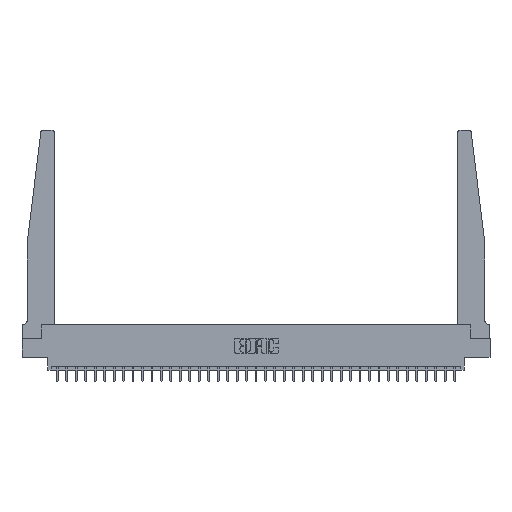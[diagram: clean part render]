
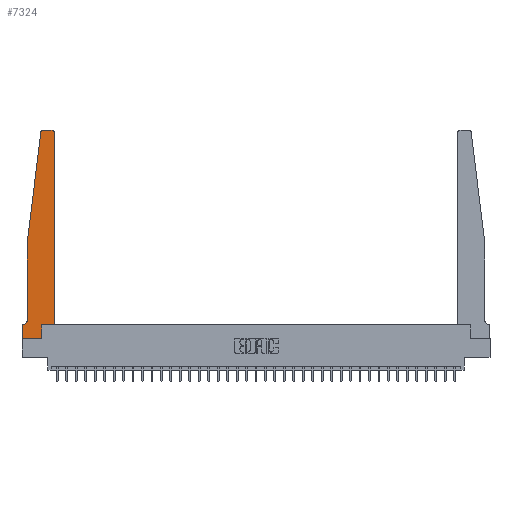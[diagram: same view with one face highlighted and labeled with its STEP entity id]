
A CAD part, top view. The second image highlights one B-rep face of the part: STEP entity #7324.
In plain terms, the highlighted planar face has unit normal (0, 0, 1).
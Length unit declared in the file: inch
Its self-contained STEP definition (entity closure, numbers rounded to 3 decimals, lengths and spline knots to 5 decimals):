
#80 = CARTESIAN_POINT ( 'NONE',  ( 0.425, 0.18, 0.37 ) ) ;
#154 = DIRECTION ( 'NONE',  ( 1., 0., 0. ) ) ;
#642 = EDGE_CURVE ( 'NONE', #19342, #29004, #15885, .T. ) ;
#1601 = CARTESIAN_POINT ( 'NONE',  ( 0.425, 2.72, 0.37 ) ) ;
#1671 = VERTEX_POINT ( 'NONE', #12151 ) ;
#1695 = ORIENTED_EDGE ( 'NONE', *, *, #9444, .T. ) ;
#2074 = LINE ( 'NONE', #15576, #16489 ) ;
#2136 = VECTOR ( 'NONE', #10435, 39.37008 ) ;
#2289 = ORIENTED_EDGE ( 'NONE', *, *, #25775, .T. ) ;
#2348 = ORIENTED_EDGE ( 'NONE', *, *, #32448, .T. ) ;
#2456 = CARTESIAN_POINT ( 'NONE',  ( 0.065, 0.1875, 0.37 ) ) ;
#2860 = DIRECTION ( 'NONE',  ( 0., 1., 0. ) ) ;
#2907 = AXIS2_PLACEMENT_3D ( 'NONE', #8812, #26581, #11406 ) ;
#3398 = EDGE_CURVE ( 'NONE', #12564, #29277, #28373, .T. ) ;
#3738 = ORIENTED_EDGE ( 'NONE', *, *, #21149, .T. ) ;
#3816 = EDGE_LOOP ( 'NONE', ( #1695, #2289, #11348, #12381, #2348, #3738, #12246, #5786, #8952, #8002, #10471, #12472 ) ) ;
#4961 = EDGE_CURVE ( 'NONE', #26766, #16708, #13239, .T. ) ;
#5757 = CARTESIAN_POINT ( 'NONE',  ( 0., 0., 0.37 ) ) ;
#5786 = ORIENTED_EDGE ( 'NONE', *, *, #9488, .T. ) ;
#5912 = CARTESIAN_POINT ( 'NONE',  ( 0., 0.1875, 0.37 ) ) ;
#6181 = CARTESIAN_POINT ( 'NONE',  ( 0.015, 0.2375, 0.37 ) ) ;
#6415 = VECTOR ( 'NONE', #15523, 39.37008 ) ;
#7324 = ADVANCED_FACE ( 'NONE', ( #26557 ), #31496, .T. ) ;
#7782 = CARTESIAN_POINT ( 'NONE',  ( 0.425, 0.18, 0.37 ) ) ;
#7901 = CARTESIAN_POINT ( 'NONE',  ( 0.27653, 2.75, 0.37 ) ) ;
#8002 = ORIENTED_EDGE ( 'NONE', *, *, #10265, .T. ) ;
#8163 = AXIS2_PLACEMENT_3D ( 'NONE', #28653, #13500, #31155 ) ;
#8711 = DIRECTION ( 'NONE',  ( -1., 0., 0. ) ) ;
#8812 = CARTESIAN_POINT ( 'NONE',  ( 0., 0.1875, 0.37 ) ) ;
#8952 = ORIENTED_EDGE ( 'NONE', *, *, #4961, .T. ) ;
#9444 = EDGE_CURVE ( 'NONE', #11574, #10189, #17282, .T. ) ;
#9488 = EDGE_CURVE ( 'NONE', #29004, #26766, #2074, .T. ) ;
#9553 = CARTESIAN_POINT ( 'NONE',  ( 0.395, 2.72, 0.37 ) ) ;
#10189 = VERTEX_POINT ( 'NONE', #7901 ) ;
#10210 = VERTEX_POINT ( 'NONE', #18179 ) ;
#10265 = EDGE_CURVE ( 'NONE', #16708, #12564, #25529, .T. ) ;
#10435 = DIRECTION ( 'NONE',  ( 0., 1., 0. ) ) ;
#10470 = CARTESIAN_POINT ( 'NONE',  ( 0.2605, 0.18, 0.37 ) ) ;
#10471 = ORIENTED_EDGE ( 'NONE', *, *, #3398, .T. ) ;
#10490 = VECTOR ( 'NONE', #32458, 39.37008 ) ;
#11348 = ORIENTED_EDGE ( 'NONE', *, *, #23698, .T. ) ;
#11406 = DIRECTION ( 'NONE',  ( 1., 0., 0. ) ) ;
#11563 = CARTESIAN_POINT ( 'NONE',  ( 0.065, 1.25, 0.37 ) ) ;
#11574 = VERTEX_POINT ( 'NONE', #25499 ) ;
#11906 = CARTESIAN_POINT ( 'NONE',  ( 0.2605, 0., 0.37 ) ) ;
#12127 = DIRECTION ( 'NONE',  ( 1., 0., 0. ) ) ;
#12151 = CARTESIAN_POINT ( 'NONE',  ( 0.015, 0.1875, 0.37 ) ) ;
#12246 = ORIENTED_EDGE ( 'NONE', *, *, #642, .T. ) ;
#12381 = ORIENTED_EDGE ( 'NONE', *, *, #13537, .T. ) ;
#12416 = VERTEX_POINT ( 'NONE', #30048 ) ;
#12472 = ORIENTED_EDGE ( 'NONE', *, *, #22403, .T. ) ;
#12564 = VERTEX_POINT ( 'NONE', #7782 ) ;
#13239 = LINE ( 'NONE', #10470, #19214 ) ;
#13500 = DIRECTION ( 'NONE',  ( 0., 0., 1. ) ) ;
#13537 = EDGE_CURVE ( 'NONE', #29921, #10210, #31951, .T. ) ;
#15078 = VECTOR ( 'NONE', #28567, 39.37008 ) ;
#15523 = DIRECTION ( 'NONE',  ( -0.122, -0.992, 0. ) ) ;
#15576 = CARTESIAN_POINT ( 'NONE',  ( 0., 0., 0.37 ) ) ;
#15861 = DIRECTION ( 'NONE',  ( 1., 0., 0. ) ) ;
#15885 = LINE ( 'NONE', #5757, #15078 ) ;
#16489 = VECTOR ( 'NONE', #154, 39.37008 ) ;
#16637 = AXIS2_PLACEMENT_3D ( 'NONE', #6181, #23963, #8711 ) ;
#16708 = VERTEX_POINT ( 'NONE', #17089 ) ;
#16983 = LINE ( 'NONE', #2456, #29585 ) ;
#17089 = CARTESIAN_POINT ( 'NONE',  ( 0.2605, 0.18, 0.37 ) ) ;
#17282 = LINE ( 'NONE', #22423, #10490 ) ;
#18179 = CARTESIAN_POINT ( 'NONE',  ( 0.065, 0.2375, 0.37 ) ) ;
#18800 = VECTOR ( 'NONE', #15861, 39.37008 ) ;
#19214 = VECTOR ( 'NONE', #2860, 39.37008 ) ;
#19342 = VERTEX_POINT ( 'NONE', #5912 ) ;
#19668 = AXIS2_PLACEMENT_3D ( 'NONE', #9553, #27313, #12127 ) ;
#20078 = CIRCLE ( 'NONE', #19668, 0.03 ) ;
#20322 = DIRECTION ( 'NONE',  ( -1., 0., 0. ) ) ;
#20784 = LINE ( 'NONE', #30587, #6415 ) ;
#21149 = EDGE_CURVE ( 'NONE', #1671, #19342, #16983, .T. ) ;
#21852 = CIRCLE ( 'NONE', #8163, 0.03 ) ;
#22212 = DIRECTION ( 'NONE',  ( 0., -1., 0. ) ) ;
#22403 = EDGE_CURVE ( 'NONE', #29277, #11574, #20078, .T. ) ;
#22423 = CARTESIAN_POINT ( 'NONE',  ( 0.25, 2.75, 0.37 ) ) ;
#22957 = CIRCLE ( 'NONE', #16637, 0.05 ) ;
#23472 = CARTESIAN_POINT ( 'NONE',  ( 0., 0., 0.37 ) ) ;
#23698 = EDGE_CURVE ( 'NONE', #12416, #29921, #20784, .T. ) ;
#23963 = DIRECTION ( 'NONE',  ( 0., 0., -1. ) ) ;
#25308 = VECTOR ( 'NONE', #22212, 39.37008 ) ;
#25499 = CARTESIAN_POINT ( 'NONE',  ( 0.395, 2.75, 0.37 ) ) ;
#25529 = LINE ( 'NONE', #28405, #18800 ) ;
#25775 = EDGE_CURVE ( 'NONE', #10189, #12416, #21852, .T. ) ;
#26557 = FACE_OUTER_BOUND ( 'NONE', #3816, .T. ) ;
#26581 = DIRECTION ( 'NONE',  ( 0., 0., 1. ) ) ;
#26766 = VERTEX_POINT ( 'NONE', #11906 ) ;
#27313 = DIRECTION ( 'NONE',  ( 0., 0., 1. ) ) ;
#28373 = LINE ( 'NONE', #80, #2136 ) ;
#28405 = CARTESIAN_POINT ( 'NONE',  ( 0.425, 0.18, 0.37 ) ) ;
#28567 = DIRECTION ( 'NONE',  ( 0., -1., 0. ) ) ;
#28653 = CARTESIAN_POINT ( 'NONE',  ( 0.27653, 2.72, 0.37 ) ) ;
#29004 = VERTEX_POINT ( 'NONE', #23472 ) ;
#29277 = VERTEX_POINT ( 'NONE', #1601 ) ;
#29585 = VECTOR ( 'NONE', #20322, 39.37008 ) ;
#29921 = VERTEX_POINT ( 'NONE', #11563 ) ;
#30048 = CARTESIAN_POINT ( 'NONE',  ( 0.24675, 2.72367, 0.37 ) ) ;
#30587 = CARTESIAN_POINT ( 'NONE',  ( 0.065, 1.25, 0.37 ) ) ;
#31155 = DIRECTION ( 'NONE',  ( 1., 0., 0. ) ) ;
#31496 = PLANE ( 'NONE',  #2907 ) ;
#31951 = LINE ( 'NONE', #32139, #25308 ) ;
#32139 = CARTESIAN_POINT ( 'NONE',  ( 0.065, 1.25, 0.37 ) ) ;
#32448 = EDGE_CURVE ( 'NONE', #10210, #1671, #22957, .T. ) ;
#32458 = DIRECTION ( 'NONE',  ( -1., 0., 0. ) ) ;
